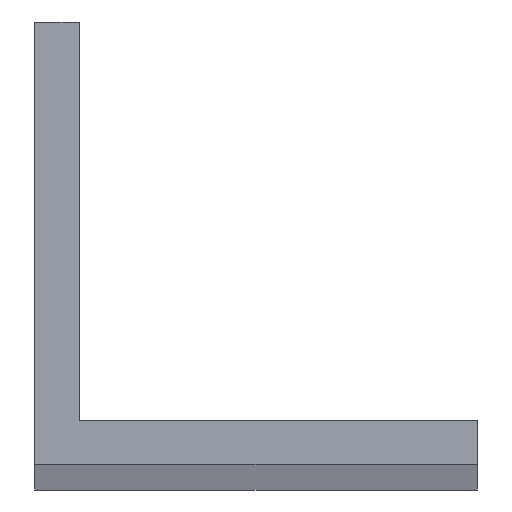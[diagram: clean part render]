
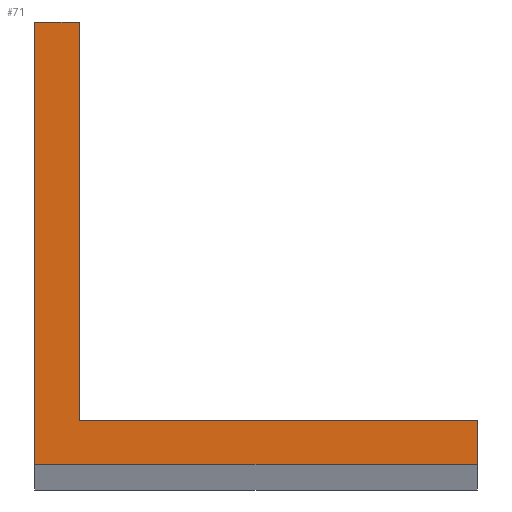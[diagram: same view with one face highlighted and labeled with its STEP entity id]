
A CAD part, top view. The second image highlights one B-rep face of the part: STEP entity #71.
In plain terms, the highlighted planar face has unit normal (0, 0, 1).
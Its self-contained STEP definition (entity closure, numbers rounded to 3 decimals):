
#1 = EDGE_CURVE ( 'NONE', #73, #167, #88, .T. ) ;
#2 = CARTESIAN_POINT ( 'NONE',  ( 30., 3., 1000. ) ) ;
#10 = ORIENTED_EDGE ( 'NONE', *, *, #278, .T. ) ;
#14 = CARTESIAN_POINT ( 'NONE',  ( 0., 0., 1000. ) ) ;
#22 = VERTEX_POINT ( 'NONE', #277 ) ;
#35 = EDGE_CURVE ( 'NONE', #227, #241, #303, .T. ) ;
#37 = CARTESIAN_POINT ( 'NONE',  ( 30., 0., 1000. ) ) ;
#42 = ORIENTED_EDGE ( 'NONE', *, *, #89, .T. ) ;
#44 = VERTEX_POINT ( 'NONE', #115 ) ;
#48 = DIRECTION ( 'NONE',  ( 1., 0., 0. ) ) ;
#58 = LINE ( 'NONE', #85, #166 ) ;
#71 = ADVANCED_FACE ( 'NONE', ( #143 ), #233, .T. ) ;
#73 = VERTEX_POINT ( 'NONE', #121 ) ;
#75 = EDGE_CURVE ( 'NONE', #241, #73, #212, .T. ) ;
#79 = DIRECTION ( 'NONE',  ( -1., 0., 0. ) ) ;
#83 = CARTESIAN_POINT ( 'NONE',  ( 30., 3., 1000. ) ) ;
#85 = CARTESIAN_POINT ( 'NONE',  ( 3., 30., 1000. ) ) ;
#88 = LINE ( 'NONE', #185, #195 ) ;
#89 = EDGE_CURVE ( 'NONE', #167, #22, #58, .T. ) ;
#90 = DIRECTION ( 'NONE',  ( 0., 1., 0. ) ) ;
#93 = EDGE_LOOP ( 'NONE', ( #42, #217, #10, #258, #274, #231 ) ) ;
#96 = DIRECTION ( 'NONE',  ( -1., 0., 0. ) ) ;
#97 = VECTOR ( 'NONE', #216, 1000. ) ;
#115 = CARTESIAN_POINT ( 'NONE',  ( 0., 0., 1000. ) ) ;
#121 = CARTESIAN_POINT ( 'NONE',  ( 3., 3., 1000. ) ) ;
#123 = VECTOR ( 'NONE', #96, 1000. ) ;
#136 = CARTESIAN_POINT ( 'NONE',  ( 30., 0., 1000. ) ) ;
#143 = FACE_OUTER_BOUND ( 'NONE', #93, .T. ) ;
#145 = VECTOR ( 'NONE', #186, 1000. ) ;
#165 = CARTESIAN_POINT ( 'NONE',  ( 0., 0., 1000. ) ) ;
#166 = VECTOR ( 'NONE', #79, 1000. ) ;
#167 = VERTEX_POINT ( 'NONE', #291 ) ;
#171 = VECTOR ( 'NONE', #202, 1000. ) ;
#178 = EDGE_CURVE ( 'NONE', #22, #44, #296, .T. ) ;
#185 = CARTESIAN_POINT ( 'NONE',  ( 3., 3., 1000. ) ) ;
#186 = DIRECTION ( 'NONE',  ( 0., 1., 0. ) ) ;
#195 = VECTOR ( 'NONE', #90, 1000. ) ;
#202 = DIRECTION ( 'NONE',  ( 1., 0., 0. ) ) ;
#212 = LINE ( 'NONE', #2, #123 ) ;
#216 = DIRECTION ( 'NONE',  ( 0., -1., 0. ) ) ;
#217 = ORIENTED_EDGE ( 'NONE', *, *, #178, .T. ) ;
#227 = VERTEX_POINT ( 'NONE', #37 ) ;
#231 = ORIENTED_EDGE ( 'NONE', *, *, #1, .T. ) ;
#233 = PLANE ( 'NONE',  #301 ) ;
#241 = VERTEX_POINT ( 'NONE', #83 ) ;
#245 = CARTESIAN_POINT ( 'NONE',  ( 0., 30., 1000. ) ) ;
#255 = DIRECTION ( 'NONE',  ( 0., 0., 1. ) ) ;
#258 = ORIENTED_EDGE ( 'NONE', *, *, #35, .T. ) ;
#265 = LINE ( 'NONE', #14, #171 ) ;
#274 = ORIENTED_EDGE ( 'NONE', *, *, #75, .T. ) ;
#277 = CARTESIAN_POINT ( 'NONE',  ( 0., 30., 1000. ) ) ;
#278 = EDGE_CURVE ( 'NONE', #44, #227, #265, .T. ) ;
#291 = CARTESIAN_POINT ( 'NONE',  ( 3., 30., 1000. ) ) ;
#296 = LINE ( 'NONE', #245, #97 ) ;
#301 = AXIS2_PLACEMENT_3D ( 'NONE', #165, #255, #48 ) ;
#303 = LINE ( 'NONE', #136, #145 ) ;
